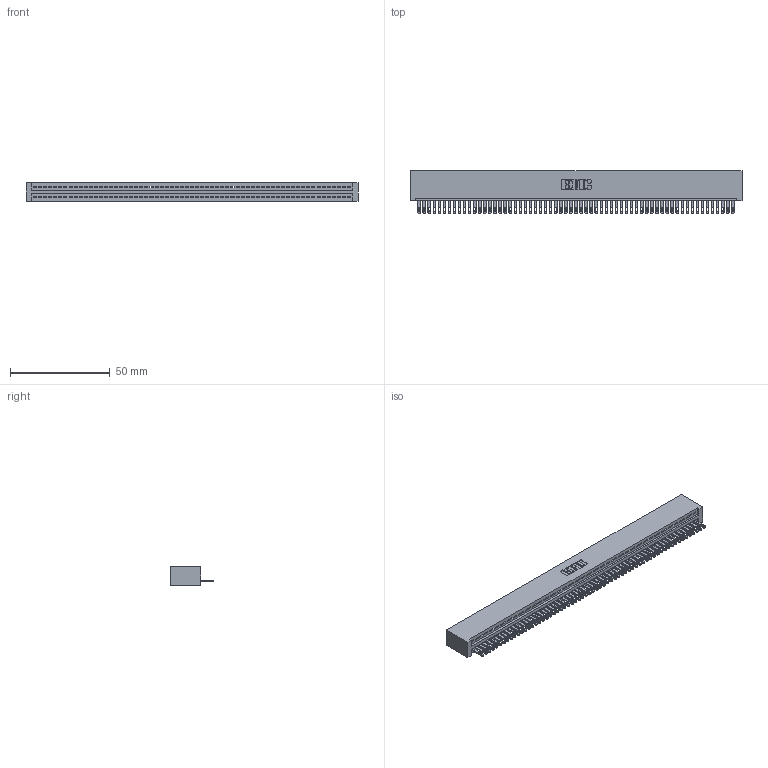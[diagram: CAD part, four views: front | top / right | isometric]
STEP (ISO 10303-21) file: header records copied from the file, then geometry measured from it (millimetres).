
FILE_DESCRIPTION (( 'STEP AP203' ), '1' );
FILE_NAME ('895-063-500-101.STEP', '2020-09-28T08:24:45', ( '' ), ( '' ), 'SwSTEP 2.0', 'SolidWorks 2020', '' );
FILE_SCHEMA (( 'CONFIG_CONTROL_DESIGN' ));
Length unit declared in the file: inch
Products named in the file (3): 895-063-500-101; 345-292-001_345-293-100; 845 Part_No Mounting Lugs
Assembly tree (64 placements, depth 2):
  895-063-500-101
    845 Part_No Mounting Lugs
    345-292-001_345-293-100  x63
Bounding box: 166.62 x 21.51 x 9.4 mm (x, y, z)
Volume: 16621.5 mm3; surface area: 22705.5 mm2
Topology: 64 solids, 64 shells, 3520 faces, 10901 edges, 7266 vertices
Faces by surface type: plane 2218, cylinder 1302
Entity records: 44241 total; most frequent: CARTESIAN_POINT 7669, ORIENTED_EDGE 7666, DIRECTION 6663, EDGE_CURVE 3833, LINE 3453, VECTOR 3453, VERTEX_POINT 2554, AXIS2_PLACEMENT_3D 1605
